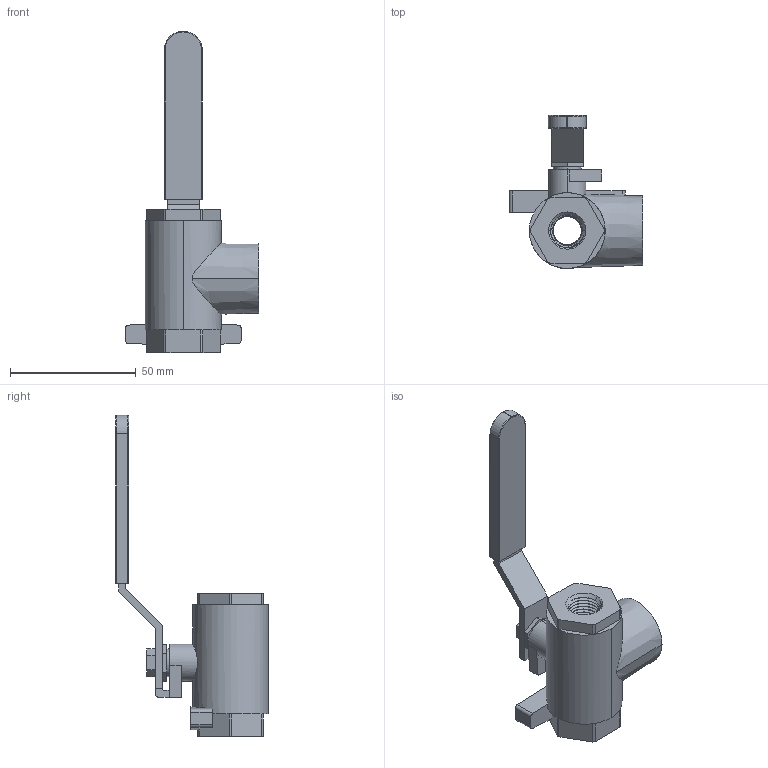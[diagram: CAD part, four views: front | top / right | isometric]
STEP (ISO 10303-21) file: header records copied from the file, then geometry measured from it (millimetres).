
FILE_DESCRIPTION (( 'STEP AP203' ), '1' );
FILE_NAME ('4373K51.step', '2015-07-31T13:33:54', ( '' ), ( '' ), 'SwSTEP 2.0', 'SolidWorks 2010', '' );
FILE_SCHEMA (( 'CONFIG_CONTROL_DESIGN' ));
Length unit declared in the file: inch
Products named in the file (1): 4373K51
Bounding box: 52.99 x 60.8 x 128.02 mm (x, y, z)
Volume: 51068.6 mm3; surface area: 18509.3 mm2
Topology: 2 solids, 2 shells, 221 faces, 613 edges, 404 vertices
Faces by surface type: plane 81, cone 62, cylinder 56, bspline 18, torus 4
Entity records: 24825 total; most frequent: CARTESIAN_POINT 19490, ORIENTED_EDGE 1226, DIRECTION 918, EDGE_CURVE 613, VERTEX_POINT 404, AXIS2_PLACEMENT_3D 316, VECTOR 286, LINE 286
